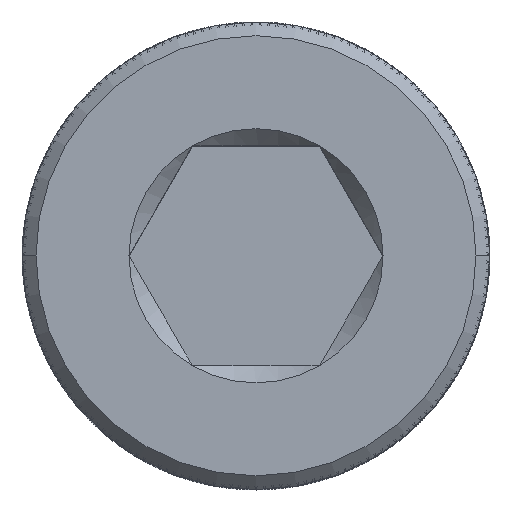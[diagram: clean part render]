
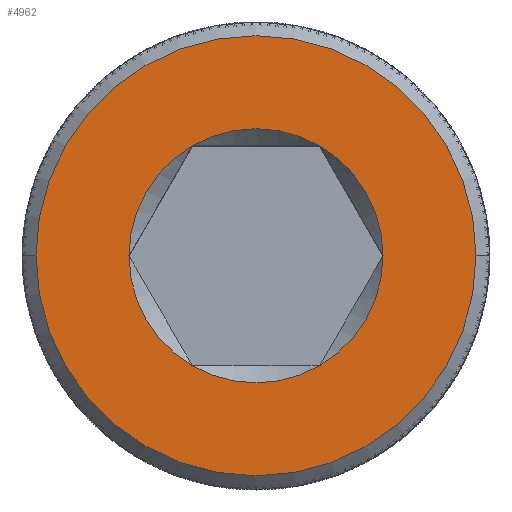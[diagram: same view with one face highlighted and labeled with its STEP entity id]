
A CAD part, top view. The second image highlights one B-rep face of the part: STEP entity #4962.
In plain terms, the highlighted planar face has unit normal (0, 0, 1).
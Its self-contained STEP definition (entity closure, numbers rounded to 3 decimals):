
#23 = EDGE_CURVE ( 'NONE', #2504, #12364, #16289, .T. ) ;
#180 = EDGE_CURVE ( 'NONE', #12364, #12886, #16914, .T. ) ;
#283 = DIRECTION ( 'NONE',  ( 1., 0., 0. ) ) ;
#310 = EDGE_CURVE ( 'NONE', #12886, #12955, #13090, .T. ) ;
#598 = AXIS2_PLACEMENT_3D ( 'NONE', #7078, #23286, #19238 ) ;
#916 = VERTEX_POINT ( 'NONE', #5213 ) ;
#1685 = CARTESIAN_POINT ( 'NONE',  ( 0., 0., 22.5 ) ) ;
#2504 = VERTEX_POINT ( 'NONE', #10062 ) ;
#2515 = DIRECTION ( 'NONE',  ( 0., 0., 1. ) ) ;
#2750 = CARTESIAN_POINT ( 'NONE',  ( 0., 0., 22.5 ) ) ;
#3193 = CARTESIAN_POINT ( 'NONE',  ( 2.309, 0., 22.5 ) ) ;
#3328 = CIRCLE ( 'NONE', #22134, 2.309 ) ;
#3819 = DIRECTION ( 'NONE',  ( 0., 0., 1. ) ) ;
#4181 = DIRECTION ( 'NONE',  ( -1., 0., 0. ) ) ;
#4732 = DIRECTION ( 'NONE',  ( 0., 0., 1. ) ) ;
#4962 = ADVANCED_FACE ( 'NONE', ( #8866, #6274 ), #16112, .T. ) ;
#4995 = EDGE_LOOP ( 'NONE', ( #6408, #25029 ) ) ;
#5213 = CARTESIAN_POINT ( 'NONE',  ( 1.155, -2., 22.5 ) ) ;
#5548 = CARTESIAN_POINT ( 'NONE',  ( 0., 0., 22.5 ) ) ;
#6274 = FACE_OUTER_BOUND ( 'NONE', #4995, .T. ) ;
#6408 = ORIENTED_EDGE ( 'NONE', *, *, #20682, .F. ) ;
#6651 = EDGE_CURVE ( 'NONE', #12955, #916, #26363, .T. ) ;
#7078 = CARTESIAN_POINT ( 'NONE',  ( 0., 0., 22.5 ) ) ;
#7778 = DIRECTION ( 'NONE',  ( 1., 0., 0. ) ) ;
#8866 = FACE_BOUND ( 'NONE', #11048, .T. ) ;
#8995 = CARTESIAN_POINT ( 'NONE',  ( -2.309, 0., 22.5 ) ) ;
#9081 = CIRCLE ( 'NONE', #9982, 4. ) ;
#9982 = AXIS2_PLACEMENT_3D ( 'NONE', #1685, #16485, #14356 ) ;
#10062 = CARTESIAN_POINT ( 'NONE',  ( 1.155, 2., 22.5 ) ) ;
#10265 = EDGE_CURVE ( 'NONE', #25860, #2504, #22087, .T. ) ;
#10720 = VERTEX_POINT ( 'NONE', #12012 ) ;
#10884 = ORIENTED_EDGE ( 'NONE', *, *, #14251, .F. ) ;
#11048 = EDGE_LOOP ( 'NONE', ( #21442, #10884, #17780, #20323, #22738, #23150 ) ) ;
#11352 = CARTESIAN_POINT ( 'NONE',  ( -1.155, 2., 22.5 ) ) ;
#11566 = CIRCLE ( 'NONE', #24295, 4. ) ;
#12012 = CARTESIAN_POINT ( 'NONE',  ( -4., 0., 22.5 ) ) ;
#12364 = VERTEX_POINT ( 'NONE', #11352 ) ;
#12886 = VERTEX_POINT ( 'NONE', #8995 ) ;
#12955 = VERTEX_POINT ( 'NONE', #17051 ) ;
#13090 = CIRCLE ( 'NONE', #14873, 2.309 ) ;
#13487 = VERTEX_POINT ( 'NONE', #25354 ) ;
#13781 = AXIS2_PLACEMENT_3D ( 'NONE', #13907, #3819, #7778 ) ;
#13804 = DIRECTION ( 'NONE',  ( 0., 0., 1. ) ) ;
#13907 = CARTESIAN_POINT ( 'NONE',  ( 0., 0., 22.5 ) ) ;
#14251 = EDGE_CURVE ( 'NONE', #916, #25860, #3328, .T. ) ;
#14356 = DIRECTION ( 'NONE',  ( -1., 0., 0. ) ) ;
#14830 = CARTESIAN_POINT ( 'NONE',  ( 0., 0., 22.5 ) ) ;
#14873 = AXIS2_PLACEMENT_3D ( 'NONE', #26033, #13804, #24074 ) ;
#15670 = EDGE_CURVE ( 'NONE', #13487, #10720, #9081, .T. ) ;
#15718 = DIRECTION ( 'NONE',  ( 0., 0., 1. ) ) ;
#16112 = PLANE ( 'NONE',  #13781 ) ;
#16289 = CIRCLE ( 'NONE', #21002, 2.309 ) ;
#16485 = DIRECTION ( 'NONE',  ( 0., 0., -1. ) ) ;
#16580 = AXIS2_PLACEMENT_3D ( 'NONE', #14830, #2515, #283 ) ;
#16914 = CIRCLE ( 'NONE', #598, 2.309 ) ;
#17051 = CARTESIAN_POINT ( 'NONE',  ( -1.155, -2., 22.5 ) ) ;
#17780 = ORIENTED_EDGE ( 'NONE', *, *, #6651, .F. ) ;
#18911 = AXIS2_PLACEMENT_3D ( 'NONE', #25505, #19597, #23637 ) ;
#19238 = DIRECTION ( 'NONE',  ( 1., 0., 0. ) ) ;
#19597 = DIRECTION ( 'NONE',  ( 0., 0., 1. ) ) ;
#20300 = DIRECTION ( 'NONE',  ( 0., 0., -1. ) ) ;
#20323 = ORIENTED_EDGE ( 'NONE', *, *, #310, .F. ) ;
#20682 = EDGE_CURVE ( 'NONE', #10720, #13487, #11566, .T. ) ;
#21002 = AXIS2_PLACEMENT_3D ( 'NONE', #2750, #4732, #23022 ) ;
#21442 = ORIENTED_EDGE ( 'NONE', *, *, #10265, .F. ) ;
#21704 = DIRECTION ( 'NONE',  ( 1., 0., 0. ) ) ;
#22087 = CIRCLE ( 'NONE', #16580, 2.309 ) ;
#22134 = AXIS2_PLACEMENT_3D ( 'NONE', #5548, #15718, #21704 ) ;
#22646 = CARTESIAN_POINT ( 'NONE',  ( 0., 0., 22.5 ) ) ;
#22738 = ORIENTED_EDGE ( 'NONE', *, *, #180, .F. ) ;
#23022 = DIRECTION ( 'NONE',  ( 1., 0., 0. ) ) ;
#23150 = ORIENTED_EDGE ( 'NONE', *, *, #23, .F. ) ;
#23286 = DIRECTION ( 'NONE',  ( 0., 0., 1. ) ) ;
#23637 = DIRECTION ( 'NONE',  ( 1., 0., 0. ) ) ;
#24074 = DIRECTION ( 'NONE',  ( 1., 0., 0. ) ) ;
#24295 = AXIS2_PLACEMENT_3D ( 'NONE', #22646, #20300, #4181 ) ;
#25029 = ORIENTED_EDGE ( 'NONE', *, *, #15670, .F. ) ;
#25354 = CARTESIAN_POINT ( 'NONE',  ( 4., 0., 22.5 ) ) ;
#25505 = CARTESIAN_POINT ( 'NONE',  ( 0., 0., 22.5 ) ) ;
#25860 = VERTEX_POINT ( 'NONE', #3193 ) ;
#26033 = CARTESIAN_POINT ( 'NONE',  ( 0., 0., 22.5 ) ) ;
#26363 = CIRCLE ( 'NONE', #18911, 2.309 ) ;
